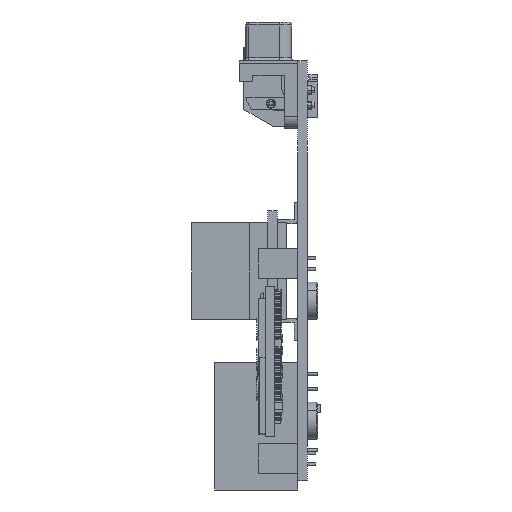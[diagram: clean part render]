
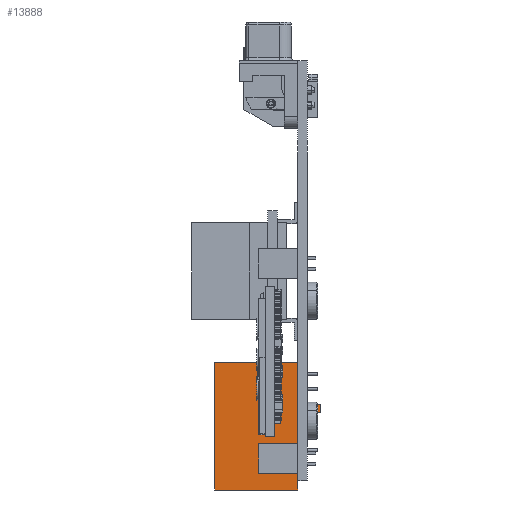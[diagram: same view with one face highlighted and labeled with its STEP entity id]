
A CAD part, left-side view. The second image highlights one B-rep face of the part: STEP entity #13888.
In plain terms, the highlighted face is planar.
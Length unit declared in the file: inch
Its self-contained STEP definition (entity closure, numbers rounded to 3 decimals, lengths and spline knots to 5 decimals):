
#11709 = CARTESIAN_POINT ( 'NONE',  ( 0.3175, -0.15, -0.1475 ) ) ;
#11713 = CARTESIAN_POINT ( 'NONE',  ( 0.3175, -0.15, -0.1475 ) ) ;
#11717 = DIRECTION ( 'NONE',  ( 0., 0., 1. ) ) ;
#11719 = DIRECTION ( 'NONE',  ( 0., 1., 0. ) ) ;
#11728 = CARTESIAN_POINT ( 'NONE',  ( 0.3175, 0.555, -0.425 ) ) ;
#11735 = DIRECTION ( 'NONE',  ( 0., 0., -1. ) ) ;
#11754 = CARTESIAN_POINT ( 'NONE',  ( 0.3175, -0.15, -0.0925 ) ) ;
#11756 = DIRECTION ( 'NONE',  ( 0., 1., 0. ) ) ;
#11766 = CARTESIAN_POINT ( 'NONE',  ( 0.3175, 0.555, 0.425 ) ) ;
#11767 = DIRECTION ( 'NONE',  ( 0., -1., 0. ) ) ;
#11804 = CARTESIAN_POINT ( 'NONE',  ( 0.3175, 0.555, -0.425 ) ) ;
#11806 = DIRECTION ( 'NONE',  ( 0., -1., 0. ) ) ;
#12293 = LINE ( 'NONE', #11709, #12298 ) ;
#12295 = LINE ( 'NONE', #11713, #12300 ) ;
#12298 = VECTOR ( 'NONE', #11717, 39.37008 ) ;
#12300 = VECTOR ( 'NONE', #11719, 39.37008 ) ;
#12311 = LINE ( 'NONE', #11728, #12316 ) ;
#12316 = VECTOR ( 'NONE', #11735, 39.37008 ) ;
#12333 = LINE ( 'NONE', #11754, #12336 ) ;
#12336 = VECTOR ( 'NONE', #11756, 39.37008 ) ;
#12345 = LINE ( 'NONE', #11766, #12348 ) ;
#12348 = VECTOR ( 'NONE', #11767, 39.37008 ) ;
#12383 = LINE ( 'NONE', #11804, #12386 ) ;
#12386 = VECTOR ( 'NONE', #11806, 39.37008 ) ;
#13888 = ADVANCED_FACE ( 'NONE', ( #72288 ), #73665, .F. ) ;
#15058 = EDGE_CURVE ( 'NONE', #49245, #49268, #12293, .T. ) ;
#15059 = EDGE_CURVE ( 'NONE', #49245, #50057, #12295, .T. ) ;
#15067 = EDGE_CURVE ( 'NONE', #50111, #50272, #12311, .T. ) ;
#15077 = EDGE_CURVE ( 'NONE', #49268, #49316, #12333, .T. ) ;
#15083 = EDGE_CURVE ( 'NONE', #50111, #49313, #12345, .T. ) ;
#15102 = EDGE_CURVE ( 'NONE', #50272, #49321, #12383, .T. ) ;
#22717 = EDGE_CURVE ( 'NONE', #50057, #49321, #28839, .T. ) ;
#22725 = EDGE_CURVE ( 'NONE', #49313, #49316, #28867, .T. ) ;
#28839 = LINE ( 'NONE', #31087, #28845 ) ;
#28845 = VECTOR ( 'NONE', #31089, 39.37008 ) ;
#28867 = LINE ( 'NONE', #31126, #28873 ) ;
#28873 = VECTOR ( 'NONE', #31128, 39.37008 ) ;
#31087 = CARTESIAN_POINT ( 'NONE',  ( 0.3175, 0., -0.425 ) ) ;
#31089 = DIRECTION ( 'NONE',  ( 0., 0., -1. ) ) ;
#31126 = CARTESIAN_POINT ( 'NONE',  ( 0.3175, 0., -0.425 ) ) ;
#31128 = DIRECTION ( 'NONE',  ( 0., 0., -1. ) ) ;
#49245 = VERTEX_POINT ( 'NONE', #89254 ) ;
#49268 = VERTEX_POINT ( 'NONE', #89277 ) ;
#49313 = VERTEX_POINT ( 'NONE', #89310 ) ;
#49316 = VERTEX_POINT ( 'NONE', #89313 ) ;
#49321 = VERTEX_POINT ( 'NONE', #89318 ) ;
#49532 = EDGE_LOOP ( 'NONE', ( #49939, #49940, #49941, #49942, #49943, #49944, #49945, #49946 ) ) ;
#49939 = ORIENTED_EDGE ( 'NONE', *, *, #22725, .T. ) ;
#49940 = ORIENTED_EDGE ( 'NONE', *, *, #15077, .F. ) ;
#49941 = ORIENTED_EDGE ( 'NONE', *, *, #15058, .F. ) ;
#49942 = ORIENTED_EDGE ( 'NONE', *, *, #15059, .T. ) ;
#49943 = ORIENTED_EDGE ( 'NONE', *, *, #22717, .T. ) ;
#49944 = ORIENTED_EDGE ( 'NONE', *, *, #15102, .F. ) ;
#49945 = ORIENTED_EDGE ( 'NONE', *, *, #15067, .F. ) ;
#49946 = ORIENTED_EDGE ( 'NONE', *, *, #15083, .T. ) ;
#50057 = VERTEX_POINT ( 'NONE', #89492 ) ;
#50111 = VERTEX_POINT ( 'NONE', #89547 ) ;
#50272 = VERTEX_POINT ( 'NONE', #89566 ) ;
#68363 = AXIS2_PLACEMENT_3D ( 'NONE', #73668, #73694, #73696 ) ;
#72288 = FACE_OUTER_BOUND ( 'NONE', #49532, .T. ) ;
#73665 = PLANE ( 'NONE',  #68363 ) ;
#73668 = CARTESIAN_POINT ( 'NONE',  ( 0.3175, 0.555, -0.425 ) ) ;
#73694 = DIRECTION ( 'NONE',  ( -1., 0., 0. ) ) ;
#73696 = DIRECTION ( 'NONE',  ( 0., 0., 1. ) ) ;
#89254 = CARTESIAN_POINT ( 'NONE',  ( 0.3175, -0.15, -0.1475 ) ) ;
#89277 = CARTESIAN_POINT ( 'NONE',  ( 0.3175, -0.15, -0.0925 ) ) ;
#89310 = CARTESIAN_POINT ( 'NONE',  ( 0.3175, 0., 0.425 ) ) ;
#89313 = CARTESIAN_POINT ( 'NONE',  ( 0.3175, 0., -0.0925 ) ) ;
#89318 = CARTESIAN_POINT ( 'NONE',  ( 0.3175, 0., -0.425 ) ) ;
#89492 = CARTESIAN_POINT ( 'NONE',  ( 0.3175, 0., -0.1475 ) ) ;
#89547 = CARTESIAN_POINT ( 'NONE',  ( 0.3175, 0.555, 0.425 ) ) ;
#89566 = CARTESIAN_POINT ( 'NONE',  ( 0.3175, 0.555, -0.425 ) ) ;
